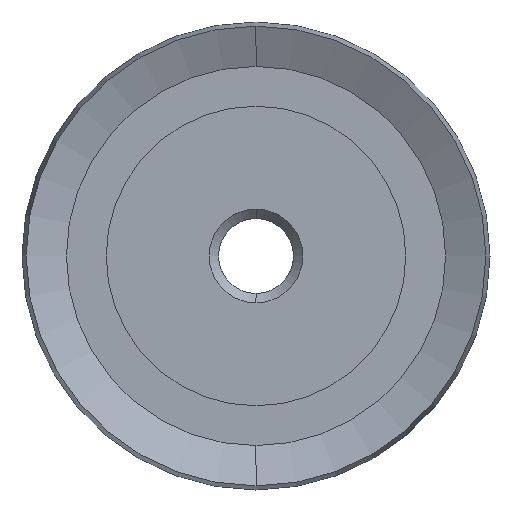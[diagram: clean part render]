
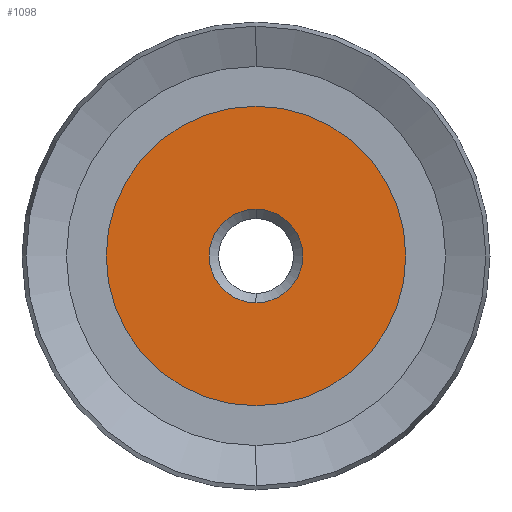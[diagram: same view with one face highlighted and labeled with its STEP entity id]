
A CAD part, left-side view. The second image highlights one B-rep face of the part: STEP entity #1098.
In plain terms, the highlighted planar face has unit normal (-1, 0, 0).
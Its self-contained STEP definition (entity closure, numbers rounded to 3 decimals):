
#2 = EDGE_CURVE ( 'NONE', #6710, #2906, #9319, .T. ) ;
#228 = EDGE_CURVE ( 'NONE', #2906, #6710, #396, .T. ) ;
#256 = EDGE_LOOP ( 'NONE', ( #10099, #10819 ) ) ;
#396 = CIRCLE ( 'NONE', #3811, 8. ) ;
#538 = FACE_BOUND ( 'NONE', #4140, .T. ) ;
#969 = CARTESIAN_POINT ( 'NONE',  ( 0., 0., 8. ) ) ;
#1098 = ADVANCED_FACE ( 'PLANAR_0', ( #538, #9378 ), #3547, .F. ) ;
#1142 = AXIS2_PLACEMENT_3D ( 'NONE', #9866, #6566, #10704 ) ;
#1218 = CARTESIAN_POINT ( 'NONE',  ( 0., 0., -2.5 ) ) ;
#1642 = CARTESIAN_POINT ( 'NONE',  ( 0., 0., 2.5 ) ) ;
#1774 = CARTESIAN_POINT ( 'NONE',  ( 0., 0., 0. ) ) ;
#2078 = CIRCLE ( 'NONE', #8813, 2.5 ) ;
#2109 = CARTESIAN_POINT ( 'NONE',  ( 0., 0., 0. ) ) ;
#2533 = EDGE_CURVE ( 'NONE', #9750, #8061, #2078, .T. ) ;
#2623 = DIRECTION ( 'NONE',  ( 0., 0., -1. ) ) ;
#2717 = DIRECTION ( 'NONE',  ( 0., 0., -1. ) ) ;
#2906 = VERTEX_POINT ( 'NONE', #969 ) ;
#2965 = DIRECTION ( 'NONE',  ( 0., 0., 1. ) ) ;
#3208 = CARTESIAN_POINT ( 'NONE',  ( 0., 0., 0. ) ) ;
#3547 = PLANE ( 'NONE',  #7901 ) ;
#3811 = AXIS2_PLACEMENT_3D ( 'NONE', #2109, #8094, #2965 ) ;
#4048 = EDGE_CURVE ( 'NONE', #8061, #9750, #6759, .T. ) ;
#4084 = DIRECTION ( 'NONE',  ( 0., 0., -1. ) ) ;
#4140 = EDGE_LOOP ( 'NONE', ( #10647, #8684 ) ) ;
#5168 = AXIS2_PLACEMENT_3D ( 'NONE', #3208, #9200, #4084 ) ;
#5275 = CARTESIAN_POINT ( 'NONE',  ( 0., 8., 0. ) ) ;
#6194 = CARTESIAN_POINT ( 'NONE',  ( 0., 0., -8. ) ) ;
#6566 = DIRECTION ( 'NONE',  ( -1., 0., 0. ) ) ;
#6710 = VERTEX_POINT ( 'NONE', #6194 ) ;
#6759 = CIRCLE ( 'NONE', #5168, 2.5 ) ;
#7754 = DIRECTION ( 'NONE',  ( 1., 0., 0. ) ) ;
#7837 = DIRECTION ( 'NONE',  ( 1., 0., 0. ) ) ;
#7901 = AXIS2_PLACEMENT_3D ( 'NONE', #5275, #7837, #2717 ) ;
#8061 = VERTEX_POINT ( 'NONE', #1218 ) ;
#8094 = DIRECTION ( 'NONE',  ( -1., 0., 0. ) ) ;
#8684 = ORIENTED_EDGE ( 'NONE', *, *, #4048, .T. ) ;
#8813 = AXIS2_PLACEMENT_3D ( 'NONE', #1774, #7754, #2623 ) ;
#9200 = DIRECTION ( 'NONE',  ( 1., 0., 0. ) ) ;
#9319 = CIRCLE ( 'NONE', #1142, 8. ) ;
#9378 = FACE_OUTER_BOUND ( 'NONE', #256, .T. ) ;
#9750 = VERTEX_POINT ( 'NONE', #1642 ) ;
#9866 = CARTESIAN_POINT ( 'NONE',  ( 0., 0., 0. ) ) ;
#10099 = ORIENTED_EDGE ( 'NONE', *, *, #228, .T. ) ;
#10647 = ORIENTED_EDGE ( 'NONE', *, *, #2533, .T. ) ;
#10704 = DIRECTION ( 'NONE',  ( 0., 0., 1. ) ) ;
#10819 = ORIENTED_EDGE ( 'NONE', *, *, #2, .T. ) ;
